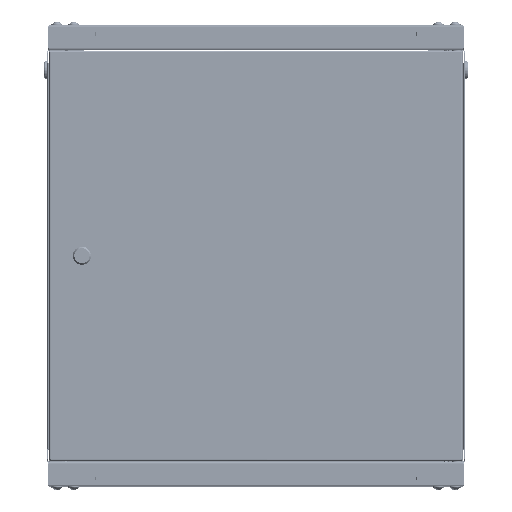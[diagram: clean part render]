
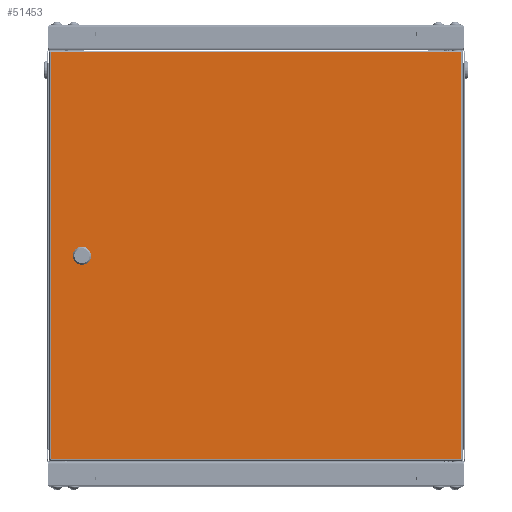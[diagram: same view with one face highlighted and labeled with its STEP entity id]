
A CAD part, top view. The second image highlights one B-rep face of the part: STEP entity #51453.
In plain terms, the highlighted planar face has unit normal (0, 0, 1).
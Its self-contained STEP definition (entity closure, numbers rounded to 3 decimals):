
#639 = AXIS2_PLACEMENT_3D ( 'NONE', #77500, #19256, #45229 ) ;
#921 = PLANE ( 'NONE',  #639 ) ;
#1198 = CIRCLE ( 'NONE', #55578, 9.5 ) ;
#2400 = EDGE_LOOP ( 'NONE', ( #76853, #27905, #25309, #13685 ) ) ;
#2987 = EDGE_CURVE ( 'NONE', #45698, #50670, #11100, .T. ) ;
#4444 = CARTESIAN_POINT ( 'NONE',  ( -271., -269., 0. ) ) ;
#6678 = ORIENTED_EDGE ( 'NONE', *, *, #57239, .T. ) ;
#8865 = LINE ( 'NONE', #34869, #75063 ) ;
#9754 = EDGE_CURVE ( 'NONE', #21092, #42575, #1198, .T. ) ;
#10648 = VERTEX_POINT ( 'NONE', #4444 ) ;
#11100 = LINE ( 'NONE', #75755, #51147 ) ;
#13404 = VECTOR ( 'NONE', #24752, 1000. ) ;
#13685 = ORIENTED_EDGE ( 'NONE', *, *, #14953, .F. ) ;
#14953 = EDGE_CURVE ( 'NONE', #60869, #52641, #57824, .T. ) ;
#15743 = EDGE_LOOP ( 'NONE', ( #6678, #62534, #42383, #26758 ) ) ;
#17906 = VERTEX_POINT ( 'NONE', #62016 ) ;
#19256 = DIRECTION ( 'NONE',  ( 0., 0., -1. ) ) ;
#21092 = VERTEX_POINT ( 'NONE', #67870 ) ;
#24653 = CARTESIAN_POINT ( 'NONE',  ( -238.25, 4.71, 0. ) ) ;
#24752 = DIRECTION ( 'NONE',  ( 1., 0., 0. ) ) ;
#25309 = ORIENTED_EDGE ( 'NONE', *, *, #65427, .F. ) ;
#26758 = ORIENTED_EDGE ( 'NONE', *, *, #29109, .T. ) ;
#27466 = LINE ( 'NONE', #53008, #33346 ) ;
#27905 = ORIENTED_EDGE ( 'NONE', *, *, #9754, .F. ) ;
#28576 = CARTESIAN_POINT ( 'NONE',  ( 271., -269., 0. ) ) ;
#29109 = EDGE_CURVE ( 'NONE', #17906, #10648, #27466, .T. ) ;
#30147 = EDGE_CURVE ( 'NONE', #42575, #60869, #30217, .T. ) ;
#30217 = LINE ( 'NONE', #24653, #70170 ) ;
#32074 = AXIS2_PLACEMENT_3D ( 'NONE', #42016, #36050, #67952 ) ;
#33346 = VECTOR ( 'NONE', #67403, 1000. ) ;
#34148 = FACE_BOUND ( 'NONE', #2400, .T. ) ;
#34869 = CARTESIAN_POINT ( 'NONE',  ( 271.929, 269., 0. ) ) ;
#36050 = DIRECTION ( 'NONE',  ( 0., 0., 1. ) ) ;
#36574 = DIRECTION ( 'NONE',  ( 0., -1., 0. ) ) ;
#39283 = CARTESIAN_POINT ( 'NONE',  ( -221.75, 4.71, 0. ) ) ;
#40589 = CARTESIAN_POINT ( 'NONE',  ( -238.25, 4.71, 0. ) ) ;
#42016 = CARTESIAN_POINT ( 'NONE',  ( -230., 0., 0. ) ) ;
#42383 = ORIENTED_EDGE ( 'NONE', *, *, #63773, .T. ) ;
#42575 = VERTEX_POINT ( 'NONE', #40589 ) ;
#45229 = DIRECTION ( 'NONE',  ( -1., 0., 0. ) ) ;
#45698 = VERTEX_POINT ( 'NONE', #28576 ) ;
#47210 = DIRECTION ( 'NONE',  ( -1., 0., 0. ) ) ;
#48106 = CARTESIAN_POINT ( 'NONE',  ( -230., 0., 0. ) ) ;
#50270 = LINE ( 'NONE', #82961, #13404 ) ;
#50670 = VERTEX_POINT ( 'NONE', #53167 ) ;
#51147 = VECTOR ( 'NONE', #55801, 1000. ) ;
#51453 = ADVANCED_FACE ( 'NONE', ( #34148, #58392 ), #921, .F. ) ;
#52641 = VERTEX_POINT ( 'NONE', #61953 ) ;
#53008 = CARTESIAN_POINT ( 'NONE',  ( -271., 269.929, 0. ) ) ;
#53167 = CARTESIAN_POINT ( 'NONE',  ( 271., 269., 0. ) ) ;
#54640 = VECTOR ( 'NONE', #77101, 1000. ) ;
#55578 = AXIS2_PLACEMENT_3D ( 'NONE', #48106, #55735, #81623 ) ;
#55735 = DIRECTION ( 'NONE',  ( 0., 0., 1. ) ) ;
#55801 = DIRECTION ( 'NONE',  ( 0., 1., 0. ) ) ;
#57239 = EDGE_CURVE ( 'NONE', #10648, #45698, #50270, .T. ) ;
#57824 = CIRCLE ( 'NONE', #32074, 9.5 ) ;
#58392 = FACE_OUTER_BOUND ( 'NONE', #15743, .T. ) ;
#60161 = CARTESIAN_POINT ( 'NONE',  ( -238.25, -4.71, 0. ) ) ;
#60869 = VERTEX_POINT ( 'NONE', #60161 ) ;
#61953 = CARTESIAN_POINT ( 'NONE',  ( -221.75, -4.71, 0. ) ) ;
#62016 = CARTESIAN_POINT ( 'NONE',  ( -271., 269., 0. ) ) ;
#62534 = ORIENTED_EDGE ( 'NONE', *, *, #2987, .T. ) ;
#63773 = EDGE_CURVE ( 'NONE', #50670, #17906, #8865, .T. ) ;
#65427 = EDGE_CURVE ( 'NONE', #52641, #21092, #83893, .T. ) ;
#67403 = DIRECTION ( 'NONE',  ( 0., -1., 0. ) ) ;
#67870 = CARTESIAN_POINT ( 'NONE',  ( -221.75, 4.71, 0. ) ) ;
#67952 = DIRECTION ( 'NONE',  ( 1., 0., 0. ) ) ;
#70170 = VECTOR ( 'NONE', #36574, 1000. ) ;
#75063 = VECTOR ( 'NONE', #47210, 1000. ) ;
#75755 = CARTESIAN_POINT ( 'NONE',  ( 271., -269.929, 0. ) ) ;
#76853 = ORIENTED_EDGE ( 'NONE', *, *, #30147, .F. ) ;
#77101 = DIRECTION ( 'NONE',  ( 0., 1., 0. ) ) ;
#77500 = CARTESIAN_POINT ( 'NONE',  ( 0., 0., 0. ) ) ;
#81623 = DIRECTION ( 'NONE',  ( 1., 0., 0. ) ) ;
#82961 = CARTESIAN_POINT ( 'NONE',  ( -271.929, -269., 0. ) ) ;
#83893 = LINE ( 'NONE', #39283, #54640 ) ;
